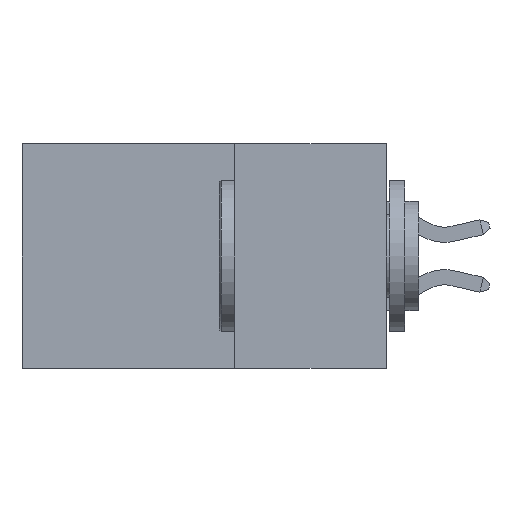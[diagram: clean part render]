
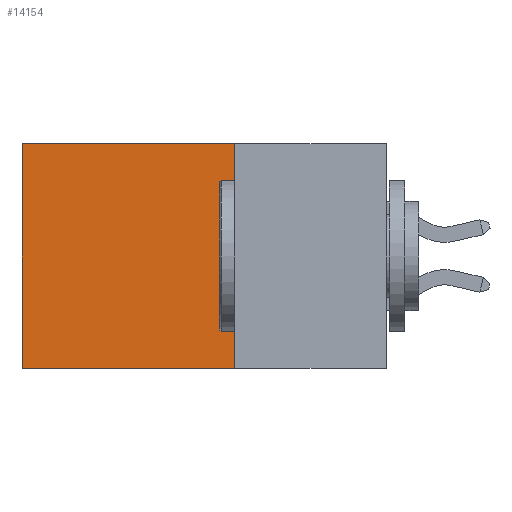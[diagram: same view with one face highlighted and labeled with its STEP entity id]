
A CAD part, left-side view. The second image highlights one B-rep face of the part: STEP entity #14154.
In plain terms, the highlighted planar face has unit normal (-1, 0, 0).
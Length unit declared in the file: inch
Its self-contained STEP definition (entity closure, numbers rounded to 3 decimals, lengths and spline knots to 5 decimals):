
#183 = EDGE_CURVE ( 'NONE', #830, #11146, #18166, .T. ) ;
#209 = PLANE ( 'NONE',  #8306 ) ;
#753 = CARTESIAN_POINT ( 'NONE',  ( 0.2615, 0.25, 0. ) ) ;
#830 = VERTEX_POINT ( 'NONE', #753 ) ;
#2331 = VERTEX_POINT ( 'NONE', #9756 ) ;
#3164 = VECTOR ( 'NONE', #18343, 39.37008 ) ;
#3280 = CARTESIAN_POINT ( 'NONE',  ( 0.2615, 0.25, -0.37 ) ) ;
#3894 = ORIENTED_EDGE ( 'NONE', *, *, #4884, .F. ) ;
#4527 = VECTOR ( 'NONE', #17998, 39.37008 ) ;
#4884 = EDGE_CURVE ( 'NONE', #830, #2331, #19349, .T. ) ;
#5099 = EDGE_CURVE ( 'NONE', #2331, #17876, #5120, .T. ) ;
#5120 = LINE ( 'NONE', #16591, #3164 ) ;
#6324 = VECTOR ( 'NONE', #14275, 39.37008 ) ;
#6755 = EDGE_CURVE ( 'NONE', #11146, #17876, #9190, .T. ) ;
#6913 = FACE_OUTER_BOUND ( 'NONE', #16147, .T. ) ;
#8306 = AXIS2_PLACEMENT_3D ( 'NONE', #3280, #9991, #21690 ) ;
#9190 = LINE ( 'NONE', #19432, #4527 ) ;
#9756 = CARTESIAN_POINT ( 'NONE',  ( 0.2615, 0.25, -0.37 ) ) ;
#9991 = DIRECTION ( 'NONE',  ( 1., 0., 0. ) ) ;
#10497 = ORIENTED_EDGE ( 'NONE', *, *, #6755, .T. ) ;
#11146 = VERTEX_POINT ( 'NONE', #21385 ) ;
#12451 = ORIENTED_EDGE ( 'NONE', *, *, #5099, .F. ) ;
#12622 = CARTESIAN_POINT ( 'NONE',  ( 0.2615, 0.6, -0.37 ) ) ;
#12634 = VECTOR ( 'NONE', #20032, 39.37008 ) ;
#13848 = ORIENTED_EDGE ( 'NONE', *, *, #183, .T. ) ;
#14154 = ADVANCED_FACE ( 'NONE', ( #6913 ), #209, .F. ) ;
#14275 = DIRECTION ( 'NONE',  ( 0., 0., -1. ) ) ;
#16147 = EDGE_LOOP ( 'NONE', ( #10497, #12451, #3894, #13848 ) ) ;
#16591 = CARTESIAN_POINT ( 'NONE',  ( 0.2615, 0.25, -0.37 ) ) ;
#16729 = CARTESIAN_POINT ( 'NONE',  ( 0.2615, 0.25, 0. ) ) ;
#17876 = VERTEX_POINT ( 'NONE', #12622 ) ;
#17998 = DIRECTION ( 'NONE',  ( 0., 0., -1. ) ) ;
#18166 = LINE ( 'NONE', #16729, #12634 ) ;
#18343 = DIRECTION ( 'NONE',  ( 0., 1., 0. ) ) ;
#19349 = LINE ( 'NONE', #21212, #6324 ) ;
#19432 = CARTESIAN_POINT ( 'NONE',  ( 0.2615, 0.6, -0.37 ) ) ;
#20032 = DIRECTION ( 'NONE',  ( 0., 1., 0. ) ) ;
#21212 = CARTESIAN_POINT ( 'NONE',  ( 0.2615, 0.25, -0.37 ) ) ;
#21385 = CARTESIAN_POINT ( 'NONE',  ( 0.2615, 0.6, 0. ) ) ;
#21690 = DIRECTION ( 'NONE',  ( 0., 0., -1. ) ) ;
